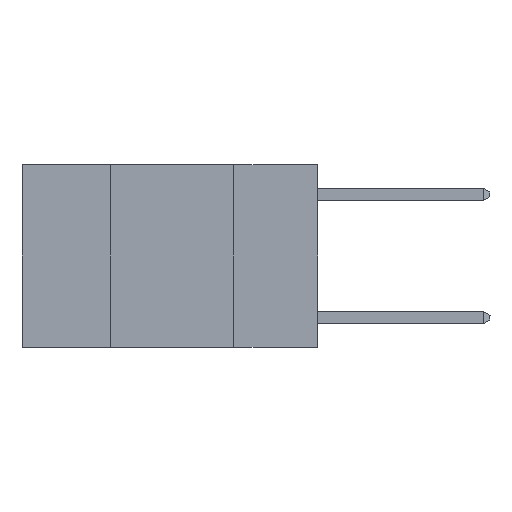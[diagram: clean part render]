
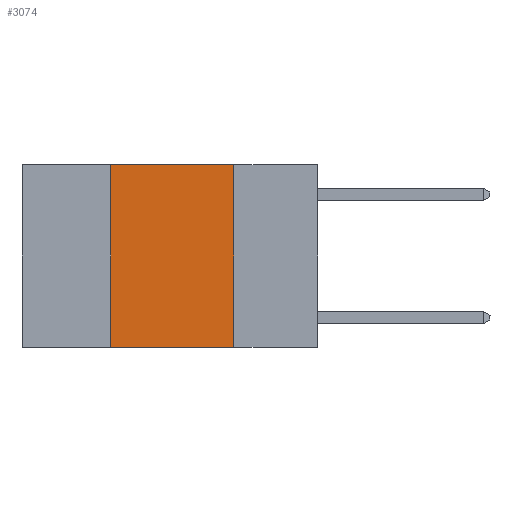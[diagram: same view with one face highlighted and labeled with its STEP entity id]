
A CAD part, left-side view. The second image highlights one B-rep face of the part: STEP entity #3074.
In plain terms, the highlighted planar face has unit normal (-1, 0, 0).
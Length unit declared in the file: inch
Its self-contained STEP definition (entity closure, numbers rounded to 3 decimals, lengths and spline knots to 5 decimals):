
#520 = CARTESIAN_POINT ( 'NONE',  ( 0., 0.42, -0.37 ) ) ;
#1525 = CARTESIAN_POINT ( 'NONE',  ( 0., 0.17, 0. ) ) ;
#3074 = ADVANCED_FACE ( 'NONE', ( #29258 ), #31583, .F. ) ;
#3686 = DIRECTION ( 'NONE',  ( 0., 0., -1. ) ) ;
#4016 = EDGE_CURVE ( 'NONE', #20478, #20603, #32609, .T. ) ;
#4581 = CARTESIAN_POINT ( 'NONE',  ( 0., 0.6, 0. ) ) ;
#5232 = AXIS2_PLACEMENT_3D ( 'NONE', #8721, #6397, #16423 ) ;
#5256 = VECTOR ( 'NONE', #29298, 39.37008 ) ;
#5807 = VECTOR ( 'NONE', #3686, 39.37008 ) ;
#5954 = CARTESIAN_POINT ( 'NONE',  ( 0., 0.42, 0. ) ) ;
#6397 = DIRECTION ( 'NONE',  ( 1., 0., 0. ) ) ;
#7730 = VECTOR ( 'NONE', #23965, 39.37008 ) ;
#7735 = LINE ( 'NONE', #4581, #28706 ) ;
#8635 = ORIENTED_EDGE ( 'NONE', *, *, #29410, .F. ) ;
#8721 = CARTESIAN_POINT ( 'NONE',  ( 0., 0.6, 0. ) ) ;
#9752 = CARTESIAN_POINT ( 'NONE',  ( 0., 0.6, -0.37 ) ) ;
#11319 = CARTESIAN_POINT ( 'NONE',  ( 0., 0.17, -0.37 ) ) ;
#11702 = ORIENTED_EDGE ( 'NONE', *, *, #23614, .F. ) ;
#15092 = DIRECTION ( 'NONE',  ( 0., -1., 0. ) ) ;
#16423 = DIRECTION ( 'NONE',  ( 0., 0., -1. ) ) ;
#19243 = CARTESIAN_POINT ( 'NONE',  ( 0., 0.17, 0. ) ) ;
#20478 = VERTEX_POINT ( 'NONE', #520 ) ;
#20603 = VERTEX_POINT ( 'NONE', #11319 ) ;
#23614 = EDGE_CURVE ( 'NONE', #20478, #32084, #23796, .T. ) ;
#23796 = LINE ( 'NONE', #5954, #7730 ) ;
#23965 = DIRECTION ( 'NONE',  ( 0., 0., 1. ) ) ;
#24103 = ORIENTED_EDGE ( 'NONE', *, *, #27278, .F. ) ;
#24674 = CARTESIAN_POINT ( 'NONE',  ( 0., 0.42, 0. ) ) ;
#27039 = LINE ( 'NONE', #1525, #5807 ) ;
#27278 = EDGE_CURVE ( 'NONE', #32084, #29031, #7735, .T. ) ;
#28706 = VECTOR ( 'NONE', #15092, 39.37008 ) ;
#29031 = VERTEX_POINT ( 'NONE', #19243 ) ;
#29104 = ORIENTED_EDGE ( 'NONE', *, *, #4016, .T. ) ;
#29258 = FACE_OUTER_BOUND ( 'NONE', #31055, .T. ) ;
#29298 = DIRECTION ( 'NONE',  ( 0., -1., 0. ) ) ;
#29410 = EDGE_CURVE ( 'NONE', #29031, #20603, #27039, .T. ) ;
#31055 = EDGE_LOOP ( 'NONE', ( #8635, #24103, #11702, #29104 ) ) ;
#31583 = PLANE ( 'NONE',  #5232 ) ;
#32084 = VERTEX_POINT ( 'NONE', #24674 ) ;
#32609 = LINE ( 'NONE', #9752, #5256 ) ;
